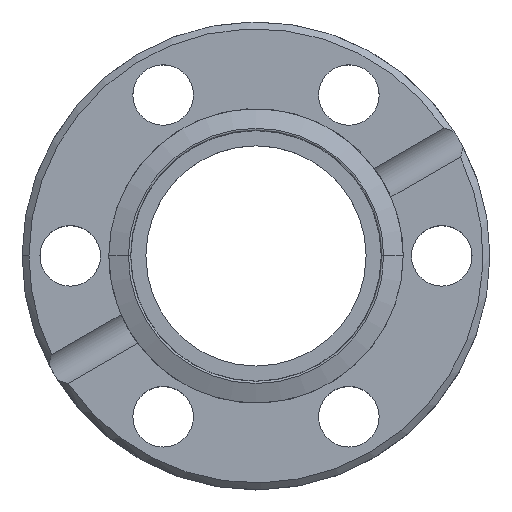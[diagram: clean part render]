
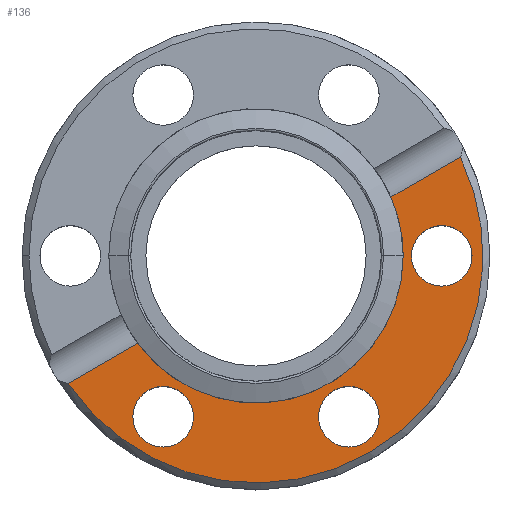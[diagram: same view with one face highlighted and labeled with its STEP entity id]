
A CAD part, top view. The second image highlights one B-rep face of the part: STEP entity #136.
In plain terms, the highlighted planar face has unit normal (0, 0, 1).
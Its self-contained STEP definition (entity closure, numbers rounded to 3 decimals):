
#28 = VERTEX_POINT ( 'NONE', #1075 ) ;
#32 = VECTOR ( 'NONE', #1381, 1000. ) ;
#83 = AXIS2_PLACEMENT_3D ( 'NONE', #2031, #2041, #2052 ) ;
#90 = EDGE_CURVE ( 'NONE', #1701, #2154, #749, .T. ) ;
#109 = CARTESIAN_POINT ( 'NONE',  ( -8.608, -6.355, 0. ) ) ;
#117 = AXIS2_PLACEMENT_3D ( 'NONE', #2185, #2245, #2258 ) ;
#132 = EDGE_CURVE ( 'NONE', #234, #1701, #1172, .T. ) ;
#134 = FACE_BOUND ( 'NONE', #1218, .T. ) ;
#136 = ADVANCED_FACE ( 'NONE', ( #2143, #1120, #657, #134 ), #2440, .F. ) ;
#218 = EDGE_CURVE ( 'NONE', #1694, #1364, #2263, .T. ) ;
#234 = VERTEX_POINT ( 'NONE', #2219 ) ;
#241 = EDGE_CURVE ( 'NONE', #835, #234, #2194, .T. ) ;
#264 = EDGE_LOOP ( 'NONE', ( #1586, #650, #1012, #1042, #1111 ) ) ;
#280 = DIRECTION ( 'NONE',  ( 0., 0., 1. ) ) ;
#291 = VERTEX_POINT ( 'NONE', #340 ) ;
#340 = CARTESIAN_POINT ( 'NONE',  ( -13.652, -9.267, 0. ) ) ;
#363 = DIRECTION ( 'NONE',  ( 0., 0., -1. ) ) ;
#366 = EDGE_CURVE ( 'NONE', #291, #835, #1575, .T. ) ;
#400 = CARTESIAN_POINT ( 'NONE',  ( -6.75, -11.691, 0. ) ) ;
#408 = VERTEX_POINT ( 'NONE', #2092 ) ;
#481 = CARTESIAN_POINT ( 'NONE',  ( 13.5, 0., 0. ) ) ;
#534 = DIRECTION ( 'NONE',  ( 0., 0., 1. ) ) ;
#575 = EDGE_CURVE ( 'NONE', #1720, #795, #1166, .T. ) ;
#577 = CARTESIAN_POINT ( 'NONE',  ( 13.5, 0., 0. ) ) ;
#596 = ORIENTED_EDGE ( 'NONE', *, *, #218, .F. ) ;
#600 = DIRECTION ( 'NONE',  ( 1., 0., 0. ) ) ;
#615 = CARTESIAN_POINT ( 'NONE',  ( -19.511, -12.65, 0. ) ) ;
#650 = ORIENTED_EDGE ( 'NONE', *, *, #241, .T. ) ;
#657 = FACE_BOUND ( 'NONE', #2396, .T. ) ;
#749 = CIRCLE ( 'NONE', #2006, 10.7 ) ;
#753 = DIRECTION ( 'NONE',  ( -1., 0., 0. ) ) ;
#757 = DIRECTION ( 'NONE',  ( 1., 0., 0. ) ) ;
#795 = VERTEX_POINT ( 'NONE', #1967 ) ;
#835 = VERTEX_POINT ( 'NONE', #1194 ) ;
#895 = ORIENTED_EDGE ( 'NONE', *, *, #1994, .F. ) ;
#942 = EDGE_LOOP ( 'NONE', ( #1081, #1191 ) ) ;
#960 = CARTESIAN_POINT ( 'NONE',  ( 8.95, -11.691, 0. ) ) ;
#1012 = ORIENTED_EDGE ( 'NONE', *, *, #132, .T. ) ;
#1042 = ORIENTED_EDGE ( 'NONE', *, *, #90, .T. ) ;
#1043 = CARTESIAN_POINT ( 'NONE',  ( 4.55, -11.691, 0. ) ) ;
#1044 = AXIS2_PLACEMENT_3D ( 'NONE', #481, #280, #1632 ) ;
#1075 = CARTESIAN_POINT ( 'NONE',  ( -4.55, -11.691, 0. ) ) ;
#1081 = ORIENTED_EDGE ( 'NONE', *, *, #575, .F. ) ;
#1084 = CARTESIAN_POINT ( 'NONE',  ( -6.75, -11.691, 0. ) ) ;
#1096 = CARTESIAN_POINT ( 'NONE',  ( 0., 0., 0. ) ) ;
#1110 = AXIS2_PLACEMENT_3D ( 'NONE', #577, #1920, #757 ) ;
#1111 = ORIENTED_EDGE ( 'NONE', *, *, #2423, .T. ) ;
#1120 = FACE_BOUND ( 'NONE', #942, .T. ) ;
#1166 = CIRCLE ( 'NONE', #1044, 2.2 ) ;
#1172 = CIRCLE ( 'NONE', #1819, 10.7 ) ;
#1174 = VECTOR ( 'NONE', #2433, 1000. ) ;
#1191 = ORIENTED_EDGE ( 'NONE', *, *, #1298, .F. ) ;
#1194 = CARTESIAN_POINT ( 'NONE',  ( 14.852, 7.189, 0. ) ) ;
#1205 = EDGE_CURVE ( 'NONE', #28, #408, #1983, .T. ) ;
#1214 = ORIENTED_EDGE ( 'NONE', *, *, #1205, .F. ) ;
#1218 = EDGE_LOOP ( 'NONE', ( #895, #596 ) ) ;
#1238 = CARTESIAN_POINT ( 'NONE',  ( 15.7, 0., 0. ) ) ;
#1255 = ORIENTED_EDGE ( 'NONE', *, *, #2352, .F. ) ;
#1277 = DIRECTION ( 'NONE',  ( 1., 0., 0. ) ) ;
#1291 = CIRCLE ( 'NONE', #2287, 2.2 ) ;
#1298 = EDGE_CURVE ( 'NONE', #795, #1720, #2481, .T. ) ;
#1364 = VERTEX_POINT ( 'NONE', #960 ) ;
#1381 = DIRECTION ( 'NONE',  ( -0.866, -0.5, 0. ) ) ;
#1528 = DIRECTION ( 'NONE',  ( 0., 0., -1. ) ) ;
#1535 = LINE ( 'NONE', #615, #32 ) ;
#1542 = AXIS2_PLACEMENT_3D ( 'NONE', #400, #1748, #600 ) ;
#1575 = CIRCLE ( 'NONE', #117, 16.5 ) ;
#1584 = AXIS2_PLACEMENT_3D ( 'NONE', #1084, #2431, #1277 ) ;
#1586 = ORIENTED_EDGE ( 'NONE', *, *, #366, .T. ) ;
#1620 = CARTESIAN_POINT ( 'NONE',  ( 10.7, 0., 0. ) ) ;
#1632 = DIRECTION ( 'NONE',  ( 1., 0., 0. ) ) ;
#1677 = CARTESIAN_POINT ( 'NONE',  ( 6.75, -11.691, 0. ) ) ;
#1694 = VERTEX_POINT ( 'NONE', #1043 ) ;
#1701 = VERTEX_POINT ( 'NONE', #1620 ) ;
#1720 = VERTEX_POINT ( 'NONE', #1238 ) ;
#1748 = DIRECTION ( 'NONE',  ( 0., 0., 1. ) ) ;
#1819 = AXIS2_PLACEMENT_3D ( 'NONE', #1096, #1528, #753 ) ;
#1823 = AXIS2_PLACEMENT_3D ( 'NONE', #1918, #363, #2105 ) ;
#1882 = DIRECTION ( 'NONE',  ( 1., 0., 0. ) ) ;
#1918 = CARTESIAN_POINT ( 'NONE',  ( 10.7, 0., 0. ) ) ;
#1920 = DIRECTION ( 'NONE',  ( 0., 0., 1. ) ) ;
#1967 = CARTESIAN_POINT ( 'NONE',  ( 11.3, 0., 0. ) ) ;
#1983 = CIRCLE ( 'NONE', #1584, 2.2 ) ;
#1994 = EDGE_CURVE ( 'NONE', #1364, #1694, #1291, .T. ) ;
#2006 = AXIS2_PLACEMENT_3D ( 'NONE', #2457, #2468, #2478 ) ;
#2016 = CARTESIAN_POINT ( 'NONE',  ( -19.511, -12.65, 0. ) ) ;
#2031 = CARTESIAN_POINT ( 'NONE',  ( 6.75, -11.691, 0. ) ) ;
#2041 = DIRECTION ( 'NONE',  ( 0., 0., 1. ) ) ;
#2052 = DIRECTION ( 'NONE',  ( 1., 0., 0. ) ) ;
#2092 = CARTESIAN_POINT ( 'NONE',  ( -8.95, -11.691, 0. ) ) ;
#2105 = DIRECTION ( 'NONE',  ( -1., 0., 0. ) ) ;
#2143 = FACE_OUTER_BOUND ( 'NONE', #264, .T. ) ;
#2154 = VERTEX_POINT ( 'NONE', #109 ) ;
#2185 = CARTESIAN_POINT ( 'NONE',  ( 0., 0., 0. ) ) ;
#2194 = LINE ( 'NONE', #2016, #1174 ) ;
#2219 = CARTESIAN_POINT ( 'NONE',  ( 9.808, 4.277, 0. ) ) ;
#2245 = DIRECTION ( 'NONE',  ( 0., 0., 1. ) ) ;
#2258 = DIRECTION ( 'NONE',  ( 1., 0., 0. ) ) ;
#2263 = CIRCLE ( 'NONE', #83, 2.2 ) ;
#2287 = AXIS2_PLACEMENT_3D ( 'NONE', #1677, #534, #1882 ) ;
#2291 = CIRCLE ( 'NONE', #1542, 2.2 ) ;
#2352 = EDGE_CURVE ( 'NONE', #408, #28, #2291, .T. ) ;
#2396 = EDGE_LOOP ( 'NONE', ( #1214, #1255 ) ) ;
#2423 = EDGE_CURVE ( 'NONE', #2154, #291, #1535, .T. ) ;
#2431 = DIRECTION ( 'NONE',  ( 0., 0., 1. ) ) ;
#2433 = DIRECTION ( 'NONE',  ( -0.866, -0.5, 0. ) ) ;
#2440 = PLANE ( 'NONE',  #1823 ) ;
#2457 = CARTESIAN_POINT ( 'NONE',  ( 0., 0., 0. ) ) ;
#2468 = DIRECTION ( 'NONE',  ( 0., 0., -1. ) ) ;
#2478 = DIRECTION ( 'NONE',  ( -1., 0., 0. ) ) ;
#2481 = CIRCLE ( 'NONE', #1110, 2.2 ) ;
